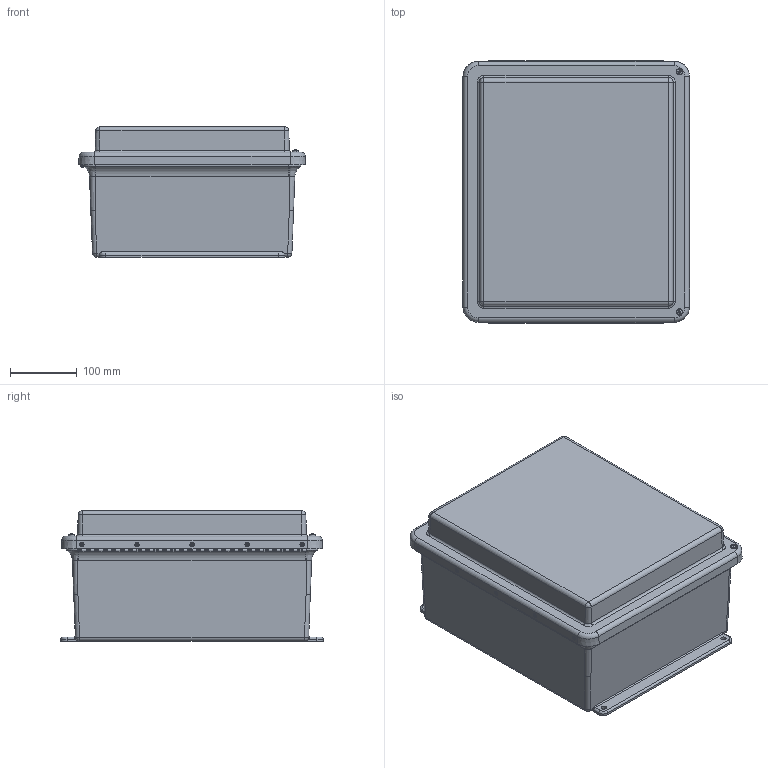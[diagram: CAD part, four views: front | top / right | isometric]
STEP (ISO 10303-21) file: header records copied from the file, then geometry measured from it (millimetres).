
FILE_DESCRIPTION(/* description */ (''),/* implementation_level */ '2;1');
FILE_NAME(/* name */ 'HW-RHJ141207CHSC.stp',/* time_stamp */ '2014-04-04T09:09:51-05:00',/* author */ ('jtigges'),/* organization */ (''),/* preprocessor_version */ 'ST-DEVELOPER v15.2',/* originating_system */ 'Autodesk Inventor 2014',/* authorisation */ '');
FILE_SCHEMA (('AUTOMOTIVE_DESIGN { 1 0 10303 214 3 1 1 }'));
Length unit declared in the file: inch
Products named in the file (18): J1412HW_3; RMINS45821P_267; RMINS45821P_268; RMINS45821P_269; RMINS45821P_270; RMINS45821P_271; RMINS45821P_272; J1412BHW; RMHINGCOV13; RMHINGPIN13; RMHINGBOX13; RMHING13; RJ1412HWCVR; GASKET_1412; WP1412HWU; RMSC10X063PHCPH; RMRIV43; RJ1412HW_STP
Bounding box: 340.45 x 393.7 x 195.65 mm (x, y, z)
Volume: 1946813.7 mm3; surface area: 1103902.6 mm2
Topology: 24 solids, 24 shells, 925 faces, 2332 edges, 1485 vertices
Faces by surface type: cylinder 354, plane 340, cone 139, torus 44, bspline 40, sphere 8
Full cylindrical faces by diameter (mm): 2.159 x55, 3.175 x10, 3.327 x10, 3.556 x10, 3.683 x2, 3.861 x8, 3.962 x7, 3.967 x40, 4.826 x40, 5.537 x4, 6.35 x10, 6.858 x6
Entity records: 24178 total; most frequent: CARTESIAN_POINT 5472, DIRECTION 4020, ORIENTED_EDGE 3432, EDGE_CURVE 1716, AXIS2_PLACEMENT_3D 1567, VERTEX_POINT 1200, EDGE_LOOP 1148, LINE 886
